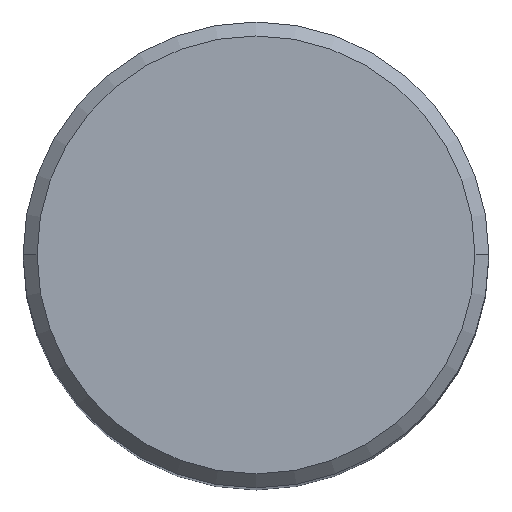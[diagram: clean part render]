
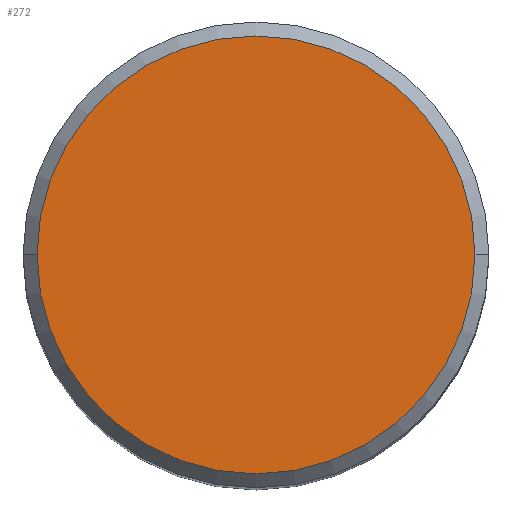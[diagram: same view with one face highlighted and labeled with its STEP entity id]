
A CAD part, top view. The second image highlights one B-rep face of the part: STEP entity #272.
In plain terms, the highlighted planar face has unit normal (0, 0, 1).
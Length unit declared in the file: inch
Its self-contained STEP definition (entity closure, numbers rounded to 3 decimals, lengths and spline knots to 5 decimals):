
#1 = VERTEX_POINT ( 'NONE', #256 ) ;
#15 = AXIS2_PLACEMENT_3D ( 'NONE', #238, #213, #324 ) ;
#58 = PLANE ( 'NONE',  #15 ) ;
#74 = CIRCLE ( 'NONE', #176, 0.235 ) ;
#121 = ORIENTED_EDGE ( 'NONE', *, *, #204, .T. ) ;
#130 = EDGE_LOOP ( 'NONE', ( #121, #300 ) ) ;
#158 = CARTESIAN_POINT ( 'NONE',  ( 0.235, 0., 2.5 ) ) ;
#170 = EDGE_CURVE ( 'NONE', #273, #1, #74, .T. ) ;
#176 = AXIS2_PLACEMENT_3D ( 'NONE', #244, #178, #270 ) ;
#178 = DIRECTION ( 'NONE',  ( 0., 0., 1. ) ) ;
#200 = DIRECTION ( 'NONE',  ( 1., 0., 0. ) ) ;
#204 = EDGE_CURVE ( 'NONE', #1, #273, #234, .T. ) ;
#213 = DIRECTION ( 'NONE',  ( 0., 0., 1. ) ) ;
#228 = FACE_OUTER_BOUND ( 'NONE', #130, .T. ) ;
#234 = CIRCLE ( 'NONE', #304, 0.235 ) ;
#238 = CARTESIAN_POINT ( 'NONE',  ( 0., 0., 2.5 ) ) ;
#244 = CARTESIAN_POINT ( 'NONE',  ( 0., 0., 2.5 ) ) ;
#250 = DIRECTION ( 'NONE',  ( 0., 0., 1. ) ) ;
#256 = CARTESIAN_POINT ( 'NONE',  ( -0.235, 0., 2.5 ) ) ;
#270 = DIRECTION ( 'NONE',  ( 1., 0., 0. ) ) ;
#272 = ADVANCED_FACE ( 'NONE', ( #228 ), #58, .T. ) ;
#273 = VERTEX_POINT ( 'NONE', #158 ) ;
#277 = CARTESIAN_POINT ( 'NONE',  ( 0., 0., 2.5 ) ) ;
#300 = ORIENTED_EDGE ( 'NONE', *, *, #170, .T. ) ;
#304 = AXIS2_PLACEMENT_3D ( 'NONE', #277, #250, #200 ) ;
#324 = DIRECTION ( 'NONE',  ( 1., 0., 0. ) ) ;
